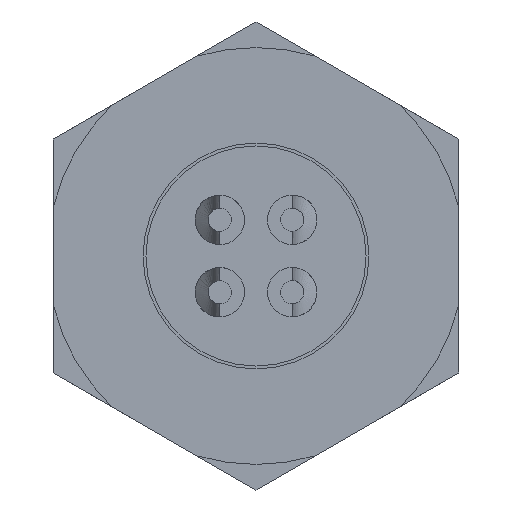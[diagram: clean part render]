
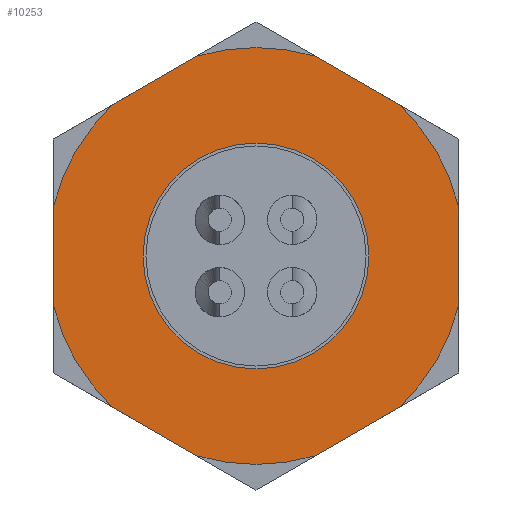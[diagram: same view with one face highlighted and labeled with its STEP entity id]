
A CAD part, left-side view. The second image highlights one B-rep face of the part: STEP entity #10253.
In plain terms, the highlighted face is planar.
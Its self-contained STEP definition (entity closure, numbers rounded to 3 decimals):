
#63 = EDGE_CURVE ( 'NONE', #9903, #432, #9703, .T. ) ;
#88 = CARTESIAN_POINT ( 'NONE',  ( 9.97, -0.843, 3.5 ) ) ;
#130 = AXIS2_PLACEMENT_3D ( 'NONE', #3503, #4287, #3399 ) ;
#376 = EDGE_CURVE ( 'NONE', #7084, #1888, #7767, .T. ) ;
#432 = VERTEX_POINT ( 'NONE', #1572 ) ;
#502 = ORIENTED_EDGE ( 'NONE', *, *, #63, .F. ) ;
#580 = ORIENTED_EDGE ( 'NONE', *, *, #376, .T. ) ;
#808 = VERTEX_POINT ( 'NONE', #7796 ) ;
#831 = CARTESIAN_POINT ( 'NONE',  ( 9.97, -4.041, 0. ) ) ;
#833 = EDGE_CURVE ( 'NONE', #10161, #6601, #9950, .T. ) ;
#849 = CARTESIAN_POINT ( 'NONE',  ( 9.97, 2.61, 2.48 ) ) ;
#1056 = DIRECTION ( 'NONE',  ( 0., 0., -1. ) ) ;
#1147 = DIRECTION ( 'NONE',  ( 1., 0., 0. ) ) ;
#1292 = EDGE_LOOP ( 'NONE', ( #580, #3688, #9156, #6576, #4882, #9087, #2134, #7224, #10005, #502, #5778, #10093 ) ) ;
#1396 = AXIS2_PLACEMENT_3D ( 'NONE', #9473, #3918, #7099 ) ;
#1478 = CARTESIAN_POINT ( 'NONE',  ( 9.97, -2.61, -2.48 ) ) ;
#1572 = CARTESIAN_POINT ( 'NONE',  ( 9.97, -0.843, -3.5 ) ) ;
#1888 = VERTEX_POINT ( 'NONE', #5214 ) ;
#2078 = DIRECTION ( 'NONE',  ( 0., 0.5, 0.866 ) ) ;
#2134 = ORIENTED_EDGE ( 'NONE', *, *, #2443, .T. ) ;
#2174 = DIRECTION ( 'NONE',  ( 0., 0., -1. ) ) ;
#2249 = AXIS2_PLACEMENT_3D ( 'NONE', #3750, #2876, #2174 ) ;
#2262 = VECTOR ( 'NONE', #7429, 1000. ) ;
#2368 = EDGE_CURVE ( 'NONE', #10161, #5169, #9797, .T. ) ;
#2414 = DIRECTION ( 'NONE',  ( 0., -0.5, 0.866 ) ) ;
#2443 = EDGE_CURVE ( 'NONE', #5627, #808, #3437, .T. ) ;
#2513 = CARTESIAN_POINT ( 'NONE',  ( 9.97, -2.021, -3.5 ) ) ;
#2531 = CARTESIAN_POINT ( 'NONE',  ( 9.97, 0.843, 3.5 ) ) ;
#2568 = DIRECTION ( 'NONE',  ( 0., -1., 0. ) ) ;
#2607 = VECTOR ( 'NONE', #3985, 1000. ) ;
#2671 = CARTESIAN_POINT ( 'NONE',  ( 9.97, 0., 0. ) ) ;
#2720 = DIRECTION ( 'NONE',  ( 0., 0., -1. ) ) ;
#2763 = FACE_OUTER_BOUND ( 'NONE', #1292, .T. ) ;
#2838 = VERTEX_POINT ( 'NONE', #1478 ) ;
#2876 = DIRECTION ( 'NONE',  ( 1., 0., 0. ) ) ;
#3046 = VERTEX_POINT ( 'NONE', #849 ) ;
#3093 = CARTESIAN_POINT ( 'NONE',  ( 9.97, 4.041, 0. ) ) ;
#3317 = CIRCLE ( 'NONE', #130, 3.6 ) ;
#3399 = DIRECTION ( 'NONE',  ( 0., 0., -1. ) ) ;
#3437 = CIRCLE ( 'NONE', #2249, 3.6 ) ;
#3445 = VECTOR ( 'NONE', #6087, 1000. ) ;
#3450 = EDGE_CURVE ( 'NONE', #3046, #1888, #8760, .T. ) ;
#3503 = CARTESIAN_POINT ( 'NONE',  ( 9.97, 0., 0. ) ) ;
#3565 = CARTESIAN_POINT ( 'NONE',  ( 9.97, 0., 1.95 ) ) ;
#3574 = DIRECTION ( 'NONE',  ( 1., 0., 0. ) ) ;
#3613 = LINE ( 'NONE', #6100, #9968 ) ;
#3688 = ORIENTED_EDGE ( 'NONE', *, *, #3450, .F. ) ;
#3750 = CARTESIAN_POINT ( 'NONE',  ( 9.97, 0., 0. ) ) ;
#3873 = CARTESIAN_POINT ( 'NONE',  ( 9.97, -3.452, 1.02 ) ) ;
#3908 = EDGE_CURVE ( 'NONE', #2838, #432, #7082, .T. ) ;
#3918 = DIRECTION ( 'NONE',  ( 1., 0., 0. ) ) ;
#3985 = DIRECTION ( 'NONE',  ( 0., 0.5, -0.866 ) ) ;
#3995 = VERTEX_POINT ( 'NONE', #9321 ) ;
#4041 = VERTEX_POINT ( 'NONE', #3565 ) ;
#4233 = CARTESIAN_POINT ( 'NONE',  ( 9.97, 2.021, 3.5 ) ) ;
#4237 = VECTOR ( 'NONE', #2568, 1000. ) ;
#4287 = DIRECTION ( 'NONE',  ( 1., 0., 0. ) ) ;
#4373 = CARTESIAN_POINT ( 'NONE',  ( 9.97, 2.021, -3.5 ) ) ;
#4500 = CARTESIAN_POINT ( 'NONE',  ( 9.97, -2.61, 2.48 ) ) ;
#4882 = ORIENTED_EDGE ( 'NONE', *, *, #833, .T. ) ;
#5028 = DIRECTION ( 'NONE',  ( 1., 0., 0. ) ) ;
#5093 = CIRCLE ( 'NONE', #9455, 1.95 ) ;
#5099 = DIRECTION ( 'NONE',  ( 0., 0., -1. ) ) ;
#5123 = DIRECTION ( 'NONE',  ( 1., 0., 0. ) ) ;
#5169 = VERTEX_POINT ( 'NONE', #2531 ) ;
#5213 = CARTESIAN_POINT ( 'NONE',  ( 9.97, 0., 0. ) ) ;
#5214 = CARTESIAN_POINT ( 'NONE',  ( 9.97, 3.452, 1.02 ) ) ;
#5414 = VECTOR ( 'NONE', #2414, 1000. ) ;
#5466 = ORIENTED_EDGE ( 'NONE', *, *, #6072, .F. ) ;
#5609 = AXIS2_PLACEMENT_3D ( 'NONE', #7853, #10368, #7105 ) ;
#5627 = VERTEX_POINT ( 'NONE', #3873 ) ;
#5770 = CARTESIAN_POINT ( 'NONE',  ( 9.97, 0., 0. ) ) ;
#5778 = ORIENTED_EDGE ( 'NONE', *, *, #7500, .T. ) ;
#5822 = AXIS2_PLACEMENT_3D ( 'NONE', #5836, #9991, #5099 ) ;
#5836 = CARTESIAN_POINT ( 'NONE',  ( 9.97, 0., 0. ) ) ;
#6072 = EDGE_CURVE ( 'NONE', #3995, #4041, #5093, .T. ) ;
#6087 = DIRECTION ( 'NONE',  ( 0., -0.5, -0.866 ) ) ;
#6100 = CARTESIAN_POINT ( 'NONE',  ( 9.97, -2.021, 3.5 ) ) ;
#6142 = EDGE_CURVE ( 'NONE', #7084, #7645, #8379, .T. ) ;
#6535 = CARTESIAN_POINT ( 'NONE',  ( 9.97, 2.61, -2.48 ) ) ;
#6576 = ORIENTED_EDGE ( 'NONE', *, *, #2368, .F. ) ;
#6601 = VERTEX_POINT ( 'NONE', #4500 ) ;
#6676 = EDGE_CURVE ( 'NONE', #2838, #808, #9433, .T. ) ;
#6764 = DIRECTION ( 'NONE',  ( 0., 0., -1. ) ) ;
#7082 = CIRCLE ( 'NONE', #8447, 3.6 ) ;
#7084 = VERTEX_POINT ( 'NONE', #7391 ) ;
#7099 = DIRECTION ( 'NONE',  ( 0., 0., -1. ) ) ;
#7101 = CARTESIAN_POINT ( 'NONE',  ( 9.97, 0.843, -3.5 ) ) ;
#7105 = DIRECTION ( 'NONE',  ( 0., 0., -1. ) ) ;
#7145 = CIRCLE ( 'NONE', #9179, 1.95 ) ;
#7224 = ORIENTED_EDGE ( 'NONE', *, *, #6676, .F. ) ;
#7310 = EDGE_CURVE ( 'NONE', #5627, #6601, #3613, .T. ) ;
#7391 = CARTESIAN_POINT ( 'NONE',  ( 9.97, 3.452, -1.02 ) ) ;
#7429 = DIRECTION ( 'NONE',  ( 0., 1., 0. ) ) ;
#7500 = EDGE_CURVE ( 'NONE', #9903, #7645, #9809, .T. ) ;
#7562 = CARTESIAN_POINT ( 'NONE',  ( 9.97, 0., 0. ) ) ;
#7628 = EDGE_LOOP ( 'NONE', ( #8240, #5466 ) ) ;
#7645 = VERTEX_POINT ( 'NONE', #6535 ) ;
#7767 = CIRCLE ( 'NONE', #8951, 3.6 ) ;
#7796 = CARTESIAN_POINT ( 'NONE',  ( 9.97, -3.452, -1.02 ) ) ;
#7853 = CARTESIAN_POINT ( 'NONE',  ( 9.97, 0., 0. ) ) ;
#8240 = ORIENTED_EDGE ( 'NONE', *, *, #8803, .F. ) ;
#8379 = LINE ( 'NONE', #4373, #3445 ) ;
#8430 = PLANE ( 'NONE',  #5822 ) ;
#8447 = AXIS2_PLACEMENT_3D ( 'NONE', #5213, #5123, #9269 ) ;
#8760 = LINE ( 'NONE', #3093, #2607 ) ;
#8803 = EDGE_CURVE ( 'NONE', #4041, #3995, #7145, .T. ) ;
#8951 = AXIS2_PLACEMENT_3D ( 'NONE', #7562, #3574, #6764 ) ;
#9087 = ORIENTED_EDGE ( 'NONE', *, *, #7310, .F. ) ;
#9109 = FACE_BOUND ( 'NONE', #7628, .T. ) ;
#9156 = ORIENTED_EDGE ( 'NONE', *, *, #9415, .T. ) ;
#9179 = AXIS2_PLACEMENT_3D ( 'NONE', #5770, #5028, #1056 ) ;
#9269 = DIRECTION ( 'NONE',  ( 0., 0., -1. ) ) ;
#9321 = CARTESIAN_POINT ( 'NONE',  ( 9.97, 0., -1.95 ) ) ;
#9415 = EDGE_CURVE ( 'NONE', #3046, #5169, #3317, .T. ) ;
#9433 = LINE ( 'NONE', #831, #5414 ) ;
#9455 = AXIS2_PLACEMENT_3D ( 'NONE', #2671, #1147, #2720 ) ;
#9473 = CARTESIAN_POINT ( 'NONE',  ( 9.97, 0., 0. ) ) ;
#9703 = LINE ( 'NONE', #2513, #4237 ) ;
#9797 = LINE ( 'NONE', #4233, #2262 ) ;
#9809 = CIRCLE ( 'NONE', #5609, 3.6 ) ;
#9903 = VERTEX_POINT ( 'NONE', #7101 ) ;
#9950 = CIRCLE ( 'NONE', #1396, 3.6 ) ;
#9968 = VECTOR ( 'NONE', #2078, 1000. ) ;
#9991 = DIRECTION ( 'NONE',  ( 1., 0., 0. ) ) ;
#10005 = ORIENTED_EDGE ( 'NONE', *, *, #3908, .T. ) ;
#10093 = ORIENTED_EDGE ( 'NONE', *, *, #6142, .F. ) ;
#10161 = VERTEX_POINT ( 'NONE', #88 ) ;
#10253 = ADVANCED_FACE ( 'NONE', ( #9109, #2763 ), #8430, .T. ) ;
#10368 = DIRECTION ( 'NONE',  ( 1., 0., 0. ) ) ;
